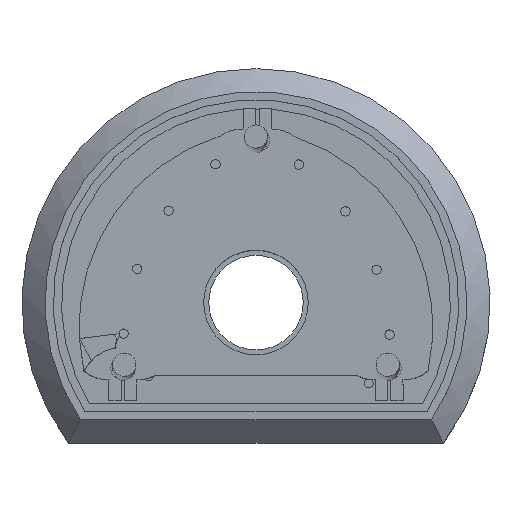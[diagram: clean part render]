
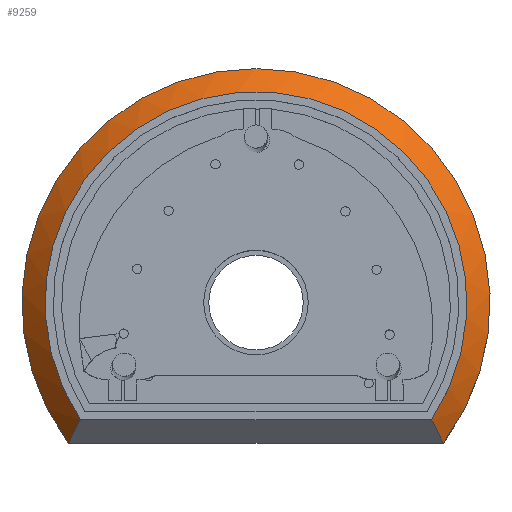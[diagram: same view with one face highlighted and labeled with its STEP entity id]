
A CAD part, top view. The second image highlights one B-rep face of the part: STEP entity #9259.
In plain terms, the highlighted conical face has half-angle 45 degrees and reference radius 95.829 mm.
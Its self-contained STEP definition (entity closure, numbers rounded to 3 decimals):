
#178=B_SPLINE_CURVE_WITH_KNOTS('',3,(#15491,#15492,#15493,#15494),
 .UNSPECIFIED.,.F.,.F.,(4,4),(0.,1.504),.UNSPECIFIED.);
#179=B_SPLINE_CURVE_WITH_KNOTS('',3,(#15495,#15496,#15497,#15498),
 .UNSPECIFIED.,.F.,.F.,(4,4),(0.,1.504),.UNSPECIFIED.);
#202=CONICAL_SURFACE('',#10158,95.829,0.785);
#1026=FACE_OUTER_BOUND('',#1651,.T.);
#1651=EDGE_LOOP('',(#8391,#8392,#8393,#8394));
#3731=CIRCLE('',#9724,100.829);
#3892=CIRCLE('',#10157,90.829);
#4312=VERTEX_POINT('',#14098);
#4313=VERTEX_POINT('',#14100);
#4749=VERTEX_POINT('',#15485);
#4750=VERTEX_POINT('',#15486);
#5331=EDGE_CURVE('',#4313,#4312,#3731,.T.);
#6008=EDGE_CURVE('',#4749,#4750,#3892,.T.);
#6011=EDGE_CURVE('',#4312,#4750,#178,.T.);
#6012=EDGE_CURVE('',#4749,#4313,#179,.T.);
#8391=ORIENTED_EDGE('',*,*,#5331,.T.);
#8392=ORIENTED_EDGE('',*,*,#6011,.T.);
#8393=ORIENTED_EDGE('',*,*,#6008,.F.);
#8394=ORIENTED_EDGE('',*,*,#6012,.T.);
#9259=ADVANCED_FACE('',(#1026),#202,.T.);
#9724=AXIS2_PLACEMENT_3D('',#14101,#11366,#11367);
#10157=AXIS2_PLACEMENT_3D('',#15487,#12748,#12749);
#10158=AXIS2_PLACEMENT_3D('',#15490,#12752,#12753);
#11366=DIRECTION('center_axis',(0.,0.,1.));
#11367=DIRECTION('ref_axis',(0.801,0.599,0.));
#12748=DIRECTION('center_axis',(0.,0.,1.));
#12749=DIRECTION('ref_axis',(0.832,-0.555,0.));
#12752=DIRECTION('center_axis',(0.,0.,-1.));
#12753=DIRECTION('ref_axis',(0.801,0.599,0.));
#14098=CARTESIAN_POINT('',(-10.725,-20.,-15.));
#14100=CARTESIAN_POINT('',(150.725,-20.,-15.));
#14101=CARTESIAN_POINT('Origin',(70.,40.415,-15.));
#15485=CARTESIAN_POINT('',(145.553,-10.,-5.));
#15486=CARTESIAN_POINT('',(-5.553,-10.,-5.));
#15487=CARTESIAN_POINT('Origin',(70.,40.415,-5.));
#15490=CARTESIAN_POINT('Origin',(70.,40.415,-10.));
#15491=CARTESIAN_POINT('Ctrl Pts',(-10.725,-20.,-15.));
#15492=CARTESIAN_POINT('Ctrl Pts',(-9.052,-16.658,
-11.658));
#15493=CARTESIAN_POINT('Ctrl Pts',(-7.327,-13.316,
-8.316));
#15494=CARTESIAN_POINT('Ctrl Pts',(-5.553,-10.,-5.));
#15495=CARTESIAN_POINT('Ctrl Pts',(145.553,-10.,-5.));
#15496=CARTESIAN_POINT('Ctrl Pts',(147.327,-13.316,-8.316));
#15497=CARTESIAN_POINT('Ctrl Pts',(149.052,-16.658,-11.658));
#15498=CARTESIAN_POINT('Ctrl Pts',(150.725,-20.,-15.));
